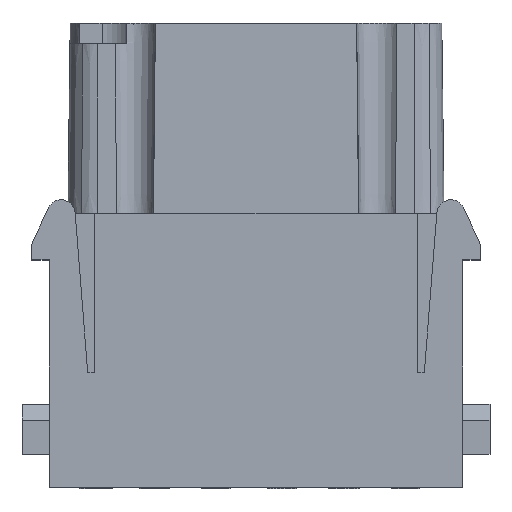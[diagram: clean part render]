
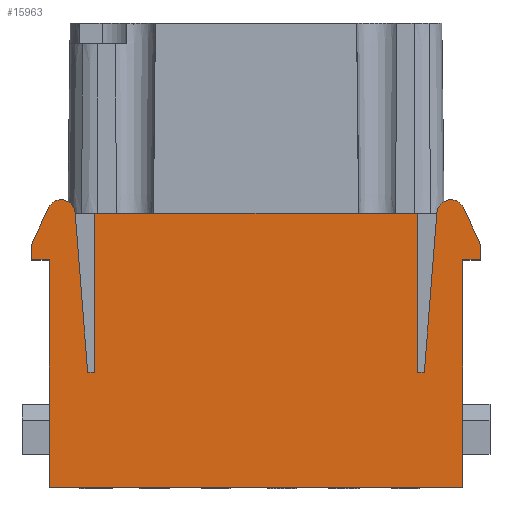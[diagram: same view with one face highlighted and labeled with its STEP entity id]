
A CAD part, top view. The second image highlights one B-rep face of the part: STEP entity #15963.
In plain terms, the highlighted planar face has unit normal (0, 0, 1).
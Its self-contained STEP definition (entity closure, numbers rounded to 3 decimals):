
#4457=DIRECTION('',(1.,0.,0.));
#4458=VECTOR('',#4457,23.6);
#4459=CARTESIAN_POINT('',(-11.8,20.,7.3));
#4460=LINE('',#4459,#4458);
#4461=DIRECTION('',(0.,-1.,0.));
#4462=VECTOR('',#4461,11.6);
#4463=CARTESIAN_POINT('',(11.8,20.,7.3));
#4464=LINE('',#4463,#4462);
#4465=DIRECTION('',(-1.,0.,0.));
#4466=VECTOR('',#4465,0.5);
#4467=CARTESIAN_POINT('',(12.3,8.4,7.3));
#4468=LINE('',#4467,#4466);
#4469=DIRECTION('',(-0.078,-0.997,0.));
#4470=VECTOR('',#4469,11.696);
#4471=CARTESIAN_POINT('',(13.218,20.06,7.3));
#4472=LINE('',#4471,#4470);
#4473=CARTESIAN_POINT('',(14.235,19.98,7.3));
#4474=DIRECTION('',(0.,0.,-1.));
#4475=DIRECTION('',(-0.997,0.078,0.));
#4476=AXIS2_PLACEMENT_3D('',#4473,#4474,#4475);
#4478=DIRECTION('',(0.423,-0.906,0.));
#4479=VECTOR('',#4478,2.936);
#4480=CARTESIAN_POINT('',(15.159,20.411,7.3));
#4481=LINE('',#4480,#4479);
#4482=DIRECTION('',(0.,-1.,0.));
#4483=VECTOR('',#4482,1.15);
#4484=CARTESIAN_POINT('',(16.4,17.75,7.3));
#4485=LINE('',#4484,#4483);
#4486=DIRECTION('',(-1.,0.,0.));
#4487=VECTOR('',#4486,1.3);
#4488=CARTESIAN_POINT('',(16.4,16.6,7.3));
#4489=LINE('',#4488,#4487);
#4490=DIRECTION('',(0.,1.,0.));
#4491=VECTOR('',#4490,16.6);
#4492=CARTESIAN_POINT('',(15.1,0.,7.3));
#4493=LINE('',#4492,#4491);
#4494=DIRECTION('',(-1.,0.,0.));
#4495=VECTOR('',#4494,30.2);
#4496=CARTESIAN_POINT('',(15.1,0.,7.3));
#4497=LINE('',#4496,#4495);
#4498=DIRECTION('',(0.,1.,0.));
#4499=VECTOR('',#4498,16.6);
#4500=CARTESIAN_POINT('',(-15.1,0.,7.3));
#4501=LINE('',#4500,#4499);
#4502=DIRECTION('',(1.,0.,0.));
#4503=VECTOR('',#4502,1.3);
#4504=CARTESIAN_POINT('',(-16.4,16.6,7.3));
#4505=LINE('',#4504,#4503);
#4506=DIRECTION('',(0.,-1.,0.));
#4507=VECTOR('',#4506,1.15);
#4508=CARTESIAN_POINT('',(-16.4,17.75,7.3));
#4509=LINE('',#4508,#4507);
#4510=DIRECTION('',(-0.423,-0.906,0.));
#4511=VECTOR('',#4510,2.936);
#4512=CARTESIAN_POINT('',(-15.159,20.411,7.3));
#4513=LINE('',#4512,#4511);
#4514=CARTESIAN_POINT('',(-14.235,19.98,7.3));
#4515=DIRECTION('',(0.,0.,1.));
#4516=DIRECTION('',(0.997,0.078,0.));
#4517=AXIS2_PLACEMENT_3D('',#4514,#4515,#4516);
#4519=DIRECTION('',(0.078,-0.997,0.));
#4520=VECTOR('',#4519,11.696);
#4521=CARTESIAN_POINT('',(-13.218,20.06,7.3));
#4522=LINE('',#4521,#4520);
#4523=DIRECTION('',(1.,0.,0.));
#4524=VECTOR('',#4523,0.5);
#4525=CARTESIAN_POINT('',(-12.3,8.4,7.3));
#4526=LINE('',#4525,#4524);
#4527=DIRECTION('',(0.,-1.,0.));
#4528=VECTOR('',#4527,11.6);
#4529=CARTESIAN_POINT('',(-11.8,20.,7.3));
#4530=LINE('',#4529,#4528);
#10625=CARTESIAN_POINT('',(-11.8,20.,7.3));
#10626=CARTESIAN_POINT('',(-11.8,8.4,7.3));
#10627=VERTEX_POINT('',#10625);
#10628=VERTEX_POINT('',#10626);
#10643=CARTESIAN_POINT('',(-16.4,17.75,7.3));
#10644=CARTESIAN_POINT('',(-16.4,16.6,7.3));
#10645=VERTEX_POINT('',#10643);
#10646=VERTEX_POINT('',#10644);
#10647=CARTESIAN_POINT('',(-15.1,0.,7.3));
#10648=CARTESIAN_POINT('',(-15.1,16.6,7.3));
#10649=VERTEX_POINT('',#10647);
#10650=VERTEX_POINT('',#10648);
#10651=CARTESIAN_POINT('',(-12.3,8.4,7.3));
#10652=VERTEX_POINT('',#10651);
#10653=CARTESIAN_POINT('',(-13.218,20.06,7.3));
#10654=CARTESIAN_POINT('',(-15.159,20.411,7.3));
#10655=VERTEX_POINT('',#10653);
#10656=VERTEX_POINT('',#10654);
#10661=CARTESIAN_POINT('',(11.8,20.,7.3));
#10662=CARTESIAN_POINT('',(11.8,8.4,7.3));
#10663=VERTEX_POINT('',#10661);
#10664=VERTEX_POINT('',#10662);
#10679=CARTESIAN_POINT('',(16.4,17.75,7.3));
#10680=CARTESIAN_POINT('',(16.4,16.6,7.3));
#10681=VERTEX_POINT('',#10679);
#10682=VERTEX_POINT('',#10680);
#10683=CARTESIAN_POINT('',(15.1,0.,7.3));
#10684=CARTESIAN_POINT('',(15.1,16.6,7.3));
#10685=VERTEX_POINT('',#10683);
#10686=VERTEX_POINT('',#10684);
#10687=CARTESIAN_POINT('',(12.3,8.4,7.3));
#10688=VERTEX_POINT('',#10687);
#10689=CARTESIAN_POINT('',(13.218,20.06,7.3));
#10690=CARTESIAN_POINT('',(15.159,20.411,7.3));
#10691=VERTEX_POINT('',#10689);
#10692=VERTEX_POINT('',#10690);
#15924=CARTESIAN_POINT('',(-15.1,0.,7.3));
#15925=DIRECTION('',(0.,0.,1.));
#15926=DIRECTION('',(1.,0.,0.));
#15927=AXIS2_PLACEMENT_3D('',#15924,#15925,#15926);
#15928=PLANE('',#15927);
#15929=ORIENTED_EDGE('',*,*,#15346,.T.);
#15931=ORIENTED_EDGE('',*,*,#15930,.T.);
#15933=ORIENTED_EDGE('',*,*,#15932,.F.);
#15935=ORIENTED_EDGE('',*,*,#15934,.F.);
#15937=ORIENTED_EDGE('',*,*,#15936,.T.);
#15939=ORIENTED_EDGE('',*,*,#15938,.T.);
#15941=ORIENTED_EDGE('',*,*,#15940,.T.);
#15942=ORIENTED_EDGE('',*,*,#15915,.T.);
#15943=ORIENTED_EDGE('',*,*,#15792,.F.);
#15944=ORIENTED_EDGE('',*,*,#11490,.T.);
#15946=ORIENTED_EDGE('',*,*,#15945,.T.);
#15948=ORIENTED_EDGE('',*,*,#15947,.F.);
#15950=ORIENTED_EDGE('',*,*,#15949,.F.);
#15952=ORIENTED_EDGE('',*,*,#15951,.F.);
#15954=ORIENTED_EDGE('',*,*,#15953,.F.);
#15956=ORIENTED_EDGE('',*,*,#15955,.T.);
#15958=ORIENTED_EDGE('',*,*,#15957,.T.);
#15960=ORIENTED_EDGE('',*,*,#15959,.F.);
#15961=EDGE_LOOP('',(#15929,#15931,#15933,#15935,#15937,#15939,#15941,#15942,
#15943,#15944,#15946,#15948,#15950,#15952,#15954,#15956,#15958,#15960));
#15962=FACE_OUTER_BOUND('',#15961,.F.);
#15963=ADVANCED_FACE('',(#15962),#15928,.T.);
#4477=CIRCLE('',#4476,1.02);
#4518=CIRCLE('',#4517,1.02);
#11490=EDGE_CURVE('',#10685,#10649,#4497,.T.);
#15346=EDGE_CURVE('',#10627,#10663,#4460,.T.);
#15792=EDGE_CURVE('',#10685,#10686,#4493,.T.);
#15915=EDGE_CURVE('',#10682,#10686,#4489,.T.);
#15930=EDGE_CURVE('',#10663,#10664,#4464,.T.);
#15932=EDGE_CURVE('',#10688,#10664,#4468,.T.);
#15934=EDGE_CURVE('',#10691,#10688,#4472,.T.);
#15936=EDGE_CURVE('',#10691,#10692,#4477,.T.);
#15938=EDGE_CURVE('',#10692,#10681,#4481,.T.);
#15940=EDGE_CURVE('',#10681,#10682,#4485,.T.);
#15945=EDGE_CURVE('',#10649,#10650,#4501,.T.);
#15947=EDGE_CURVE('',#10646,#10650,#4505,.T.);
#15949=EDGE_CURVE('',#10645,#10646,#4509,.T.);
#15951=EDGE_CURVE('',#10656,#10645,#4513,.T.);
#15953=EDGE_CURVE('',#10655,#10656,#4518,.T.);
#15955=EDGE_CURVE('',#10655,#10652,#4522,.T.);
#15957=EDGE_CURVE('',#10652,#10628,#4526,.T.);
#15959=EDGE_CURVE('',#10627,#10628,#4530,.T.);
